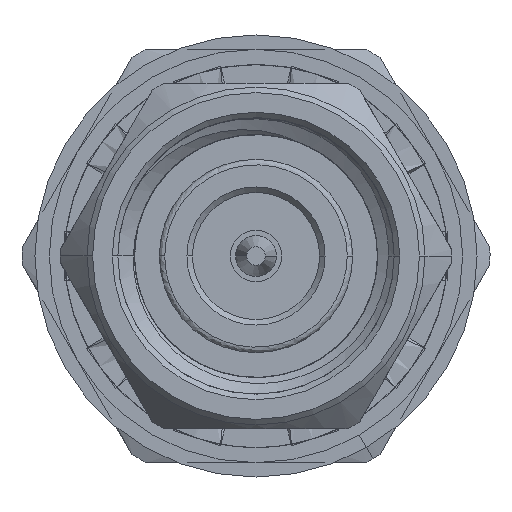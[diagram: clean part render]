
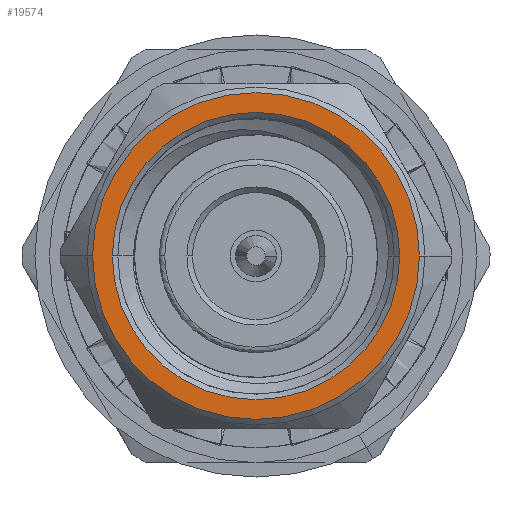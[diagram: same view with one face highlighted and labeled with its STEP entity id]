
A CAD part, left-side view. The second image highlights one B-rep face of the part: STEP entity #19574.
In plain terms, the highlighted planar face has unit normal (-1, 0, 0).
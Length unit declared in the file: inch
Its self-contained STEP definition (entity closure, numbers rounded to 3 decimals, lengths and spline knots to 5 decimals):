
#460 = CARTESIAN_POINT ( 'NONE',  ( 0., 0., -0.14779 ) ) ;
#1757 = DIRECTION ( 'NONE',  ( 0., 0., -1. ) ) ;
#2776 = CARTESIAN_POINT ( 'NONE',  ( 0., 0., 0. ) ) ;
#4348 = CIRCLE ( 'NONE', #25481, 0.14779 ) ;
#6276 = CIRCLE ( 'NONE', #23179, 0.13 ) ;
#7460 = AXIS2_PLACEMENT_3D ( 'NONE', #33805, #36258, #11128 ) ;
#7734 = FACE_BOUND ( 'NONE', #8823, .T. ) ;
#8105 = FACE_OUTER_BOUND ( 'NONE', #14675, .T. ) ;
#8589 = CARTESIAN_POINT ( 'NONE',  ( 0., 0., -0.13 ) ) ;
#8717 = DIRECTION ( 'NONE',  ( 0., 0., -1. ) ) ;
#8823 = EDGE_LOOP ( 'NONE', ( #21249, #33911 ) ) ;
#10067 = ORIENTED_EDGE ( 'NONE', *, *, #30032, .F. ) ;
#11128 = DIRECTION ( 'NONE',  ( 0., 0., -1. ) ) ;
#12947 = VERTEX_POINT ( 'NONE', #460 ) ;
#13109 = EDGE_CURVE ( 'NONE', #24984, #24426, #31130, .T. ) ;
#14021 = CARTESIAN_POINT ( 'NONE',  ( 0., 0., 0. ) ) ;
#14675 = EDGE_LOOP ( 'NONE', ( #22075, #10067 ) ) ;
#14830 = AXIS2_PLACEMENT_3D ( 'NONE', #21784, #25163, #1757 ) ;
#16059 = PLANE ( 'NONE',  #7460 ) ;
#17485 = CARTESIAN_POINT ( 'NONE',  ( 0., 0., 0.13 ) ) ;
#18434 = AXIS2_PLACEMENT_3D ( 'NONE', #24429, #18961, #18774 ) ;
#18699 = DIRECTION ( 'NONE',  ( 0., 0., -1. ) ) ;
#18774 = DIRECTION ( 'NONE',  ( 0., 0., -1. ) ) ;
#18961 = DIRECTION ( 'NONE',  ( 1., 0., 0. ) ) ;
#19574 = ADVANCED_FACE ( 'NONE', ( #7734, #8105 ), #16059, .F. ) ;
#20551 = EDGE_CURVE ( 'NONE', #12947, #34662, #4348, .T. ) ;
#21249 = ORIENTED_EDGE ( 'NONE', *, *, #24320, .T. ) ;
#21784 = CARTESIAN_POINT ( 'NONE',  ( 0., 0., 0. ) ) ;
#22075 = ORIENTED_EDGE ( 'NONE', *, *, #20551, .F. ) ;
#23179 = AXIS2_PLACEMENT_3D ( 'NONE', #2776, #35865, #18699 ) ;
#24320 = EDGE_CURVE ( 'NONE', #24426, #24984, #6276, .T. ) ;
#24426 = VERTEX_POINT ( 'NONE', #8589 ) ;
#24429 = CARTESIAN_POINT ( 'NONE',  ( 0., 0., 0. ) ) ;
#24984 = VERTEX_POINT ( 'NONE', #17485 ) ;
#25047 = CIRCLE ( 'NONE', #18434, 0.14779 ) ;
#25163 = DIRECTION ( 'NONE',  ( 1., 0., 0. ) ) ;
#25481 = AXIS2_PLACEMENT_3D ( 'NONE', #14021, #26277, #8717 ) ;
#26277 = DIRECTION ( 'NONE',  ( 1., 0., 0. ) ) ;
#30032 = EDGE_CURVE ( 'NONE', #34662, #12947, #25047, .T. ) ;
#31130 = CIRCLE ( 'NONE', #14830, 0.13 ) ;
#32014 = CARTESIAN_POINT ( 'NONE',  ( 0., 0., 0.14779 ) ) ;
#33805 = CARTESIAN_POINT ( 'NONE',  ( 0., 0., 0. ) ) ;
#33911 = ORIENTED_EDGE ( 'NONE', *, *, #13109, .T. ) ;
#34662 = VERTEX_POINT ( 'NONE', #32014 ) ;
#35865 = DIRECTION ( 'NONE',  ( 1., 0., 0. ) ) ;
#36258 = DIRECTION ( 'NONE',  ( 1., 0., 0. ) ) ;
